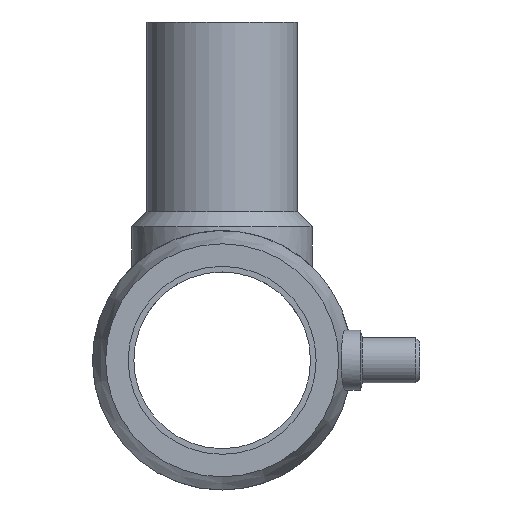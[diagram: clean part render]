
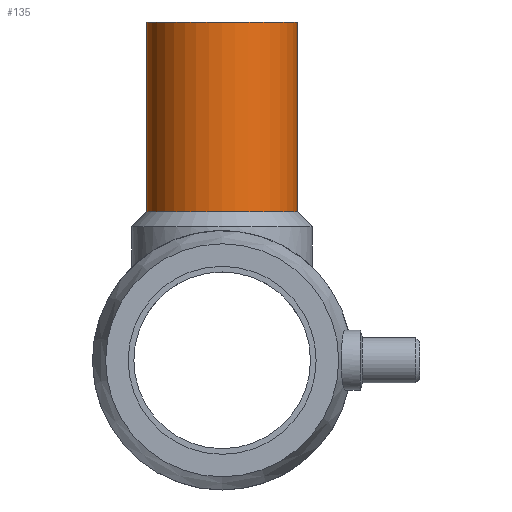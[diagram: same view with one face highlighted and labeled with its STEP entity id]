
A CAD part, left-side view. The second image highlights one B-rep face of the part: STEP entity #135.
In plain terms, the highlighted cylindrical face has radius 20 mm (diameter 40 mm), a full revolution.
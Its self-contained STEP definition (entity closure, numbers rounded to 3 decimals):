
#135 = ADVANCED_FACE( '', ( #302, #303 ), #304, .T. );
#302 = FACE_OUTER_BOUND( '', #465, .T. );
#303 = FACE_OUTER_BOUND( '', #466, .T. );
#304 = CYLINDRICAL_SURFACE( '', #467, 20. );
#465 = EDGE_LOOP( '', ( #700 ) );
#466 = EDGE_LOOP( '', ( #701 ) );
#467 = AXIS2_PLACEMENT_3D( '', #702, #703, #704 );
#700 = ORIENTED_EDGE( '', *, *, #782, .F. );
#701 = ORIENTED_EDGE( '', *, *, #721, .T. );
#702 = CARTESIAN_POINT( '', ( 80., 0., 0. ) );
#703 = DIRECTION( '', ( 0., 0., 1. ) );
#704 = DIRECTION( '', ( -1., 0., 0. ) );
#721 = EDGE_CURVE( '', #804, #804, #805, .T. );
#782 = EDGE_CURVE( '', #898, #898, #899, .T. );
#804 = VERTEX_POINT( '', #990 );
#805 = CIRCLE( '', #991, 20. );
#898 = VERTEX_POINT( '', #1565 );
#899 = CIRCLE( '', #1566, 20. );
#990 = CARTESIAN_POINT( '', ( 60., 0., 90. ) );
#991 = AXIS2_PLACEMENT_3D( '', #1589, #1590, #1591 );
#1565 = CARTESIAN_POINT( '', ( 60., 0., 39.5 ) );
#1566 = AXIS2_PLACEMENT_3D( '', #1673, #1674, #1675 );
#1589 = CARTESIAN_POINT( '', ( 80., 0., 90. ) );
#1590 = DIRECTION( '', ( 0., 0., -1. ) );
#1591 = DIRECTION( '', ( -1., 0., 0. ) );
#1673 = CARTESIAN_POINT( '', ( 80., 0., 39.5 ) );
#1674 = DIRECTION( '', ( 0., 0., -1. ) );
#1675 = DIRECTION( '', ( -1., 0., 0. ) );
